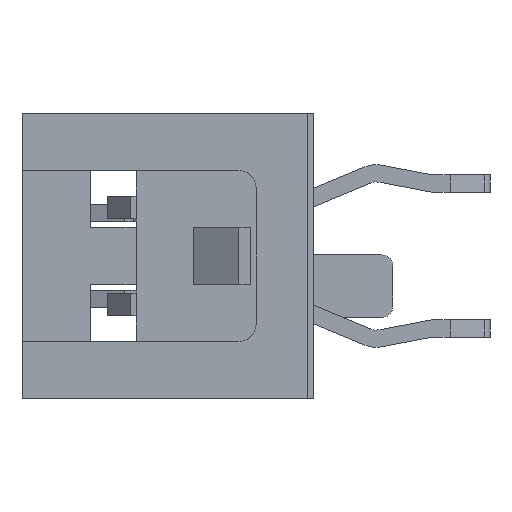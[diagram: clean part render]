
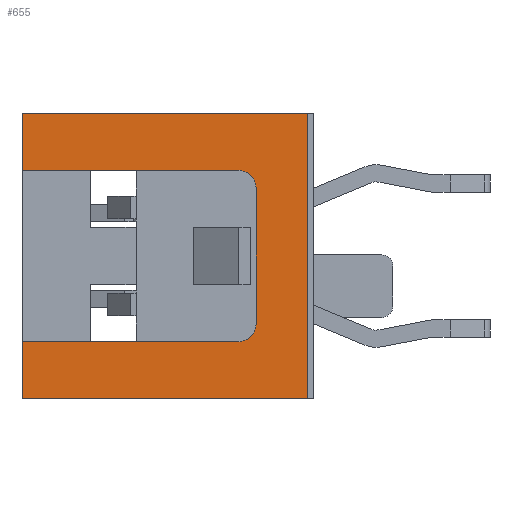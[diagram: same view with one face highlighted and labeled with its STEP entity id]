
A CAD part, left-side view. The second image highlights one B-rep face of the part: STEP entity #655.
In plain terms, the highlighted planar face has unit normal (-1, 0, 0).
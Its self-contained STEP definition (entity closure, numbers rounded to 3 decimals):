
#549=CARTESIAN_POINT('',(-8.035,0.1,-2.5));
#550=VERTEX_POINT('',#549);
#558=CARTESIAN_POINT('',(-8.035,0.1,2.5));
#559=VERTEX_POINT('',#558);
#566=CARTESIAN_POINT('',(-8.035,0.1,2.5));
#567=DIRECTION('',(0.,0.,-1.));
#568=VECTOR('',#567,5.);
#569=LINE('',#566,#568);
#570=EDGE_CURVE('',#559,#550,#569,.T.);
#575=CARTESIAN_POINT('',(-8.035,2.6,0.));
#576=DIRECTION('',(0.,0.,1.));
#577=DIRECTION('',(-1.,0.,0.));
#578=AXIS2_PLACEMENT_3D('',#575,#577,#576);
#579=PLANE('',#578);
#580=ORIENTED_EDGE('',*,*,#570,.F.);
#581=CARTESIAN_POINT('',(-8.035,5.1,2.5));
#582=VERTEX_POINT('',#581);
#583=CARTESIAN_POINT('',(-8.035,0.1,2.5));
#584=DIRECTION('',(0.,1.,0.));
#585=VECTOR('',#584,5.);
#586=LINE('',#583,#585);
#587=EDGE_CURVE('',#559,#582,#586,.T.);
#588=ORIENTED_EDGE('',*,*,#587,.T.);
#589=CARTESIAN_POINT('',(-8.035,5.1,1.5));
#590=VERTEX_POINT('',#589);
#591=CARTESIAN_POINT('',(-8.035,5.1,2.5));
#592=DIRECTION('',(0.,0.,-1.));
#593=VECTOR('',#592,1.);
#594=LINE('',#591,#593);
#595=EDGE_CURVE('',#582,#590,#594,.T.);
#596=ORIENTED_EDGE('',*,*,#595,.T.);
#597=CARTESIAN_POINT('',(-8.035,1.3,1.5));
#598=VERTEX_POINT('',#597);
#599=CARTESIAN_POINT('',(-8.035,5.1,1.5));
#600=DIRECTION('',(0.,-1.,0.));
#601=VECTOR('',#600,3.8);
#602=LINE('',#599,#601);
#603=EDGE_CURVE('',#590,#598,#602,.T.);
#604=ORIENTED_EDGE('',*,*,#603,.T.);
#605=CARTESIAN_POINT('',(-8.035,1.,1.2));
#606=VERTEX_POINT('',#605);
#607=CARTESIAN_POINT('',(-8.035,1.3,1.2));
#608=DIRECTION('',(0.,0.,1.));
#609=DIRECTION('',(1.,0.,0.));
#610=AXIS2_PLACEMENT_3D('',#607,#609,#608);
#611=CIRCLE('',#610,0.3);
#612=EDGE_CURVE('',#598,#606,#611,.T.);
#613=ORIENTED_EDGE('',*,*,#612,.T.);
#614=CARTESIAN_POINT('',(-8.035,1.,-1.2));
#615=VERTEX_POINT('',#614);
#616=CARTESIAN_POINT('',(-8.035,1.,1.2));
#617=DIRECTION('',(0.,0.,-1.));
#618=VECTOR('',#617,2.4);
#619=LINE('',#616,#618);
#620=EDGE_CURVE('',#606,#615,#619,.T.);
#621=ORIENTED_EDGE('',*,*,#620,.T.);
#622=CARTESIAN_POINT('',(-8.035,1.3,-1.5));
#623=VERTEX_POINT('',#622);
#624=CARTESIAN_POINT('',(-8.035,1.3,-1.2));
#625=DIRECTION('',(0.,-1.,0.));
#626=DIRECTION('',(1.,0.,0.));
#627=AXIS2_PLACEMENT_3D('',#624,#626,#625);
#628=CIRCLE('',#627,0.3);
#629=EDGE_CURVE('',#615,#623,#628,.T.);
#630=ORIENTED_EDGE('',*,*,#629,.T.);
#631=CARTESIAN_POINT('',(-8.035,5.1,-1.5));
#632=VERTEX_POINT('',#631);
#633=CARTESIAN_POINT('',(-8.035,1.3,-1.5));
#634=DIRECTION('',(0.,1.,0.));
#635=VECTOR('',#634,3.8);
#636=LINE('',#633,#635);
#637=EDGE_CURVE('',#623,#632,#636,.T.);
#638=ORIENTED_EDGE('',*,*,#637,.T.);
#639=CARTESIAN_POINT('',(-8.035,5.1,-2.5));
#640=VERTEX_POINT('',#639);
#641=CARTESIAN_POINT('',(-8.035,5.1,-1.5));
#642=DIRECTION('',(0.,0.,-1.));
#643=VECTOR('',#642,1.);
#644=LINE('',#641,#643);
#645=EDGE_CURVE('',#632,#640,#644,.T.);
#646=ORIENTED_EDGE('',*,*,#645,.T.);
#647=CARTESIAN_POINT('',(-8.035,5.1,-2.5));
#648=DIRECTION('',(0.,-1.,0.));
#649=VECTOR('',#648,5.);
#650=LINE('',#647,#649);
#651=EDGE_CURVE('',#640,#550,#650,.T.);
#652=ORIENTED_EDGE('',*,*,#651,.T.);
#653=EDGE_LOOP('',(#580,#588,#596,#604,#613,#621,#630,#638,#646,#652));
#654=FACE_OUTER_BOUND('',#653,.T.);
#655=ADVANCED_FACE('',(#654),#579,.T.);
